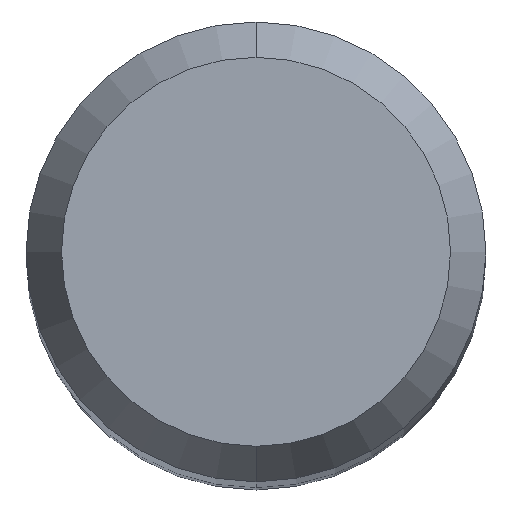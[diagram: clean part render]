
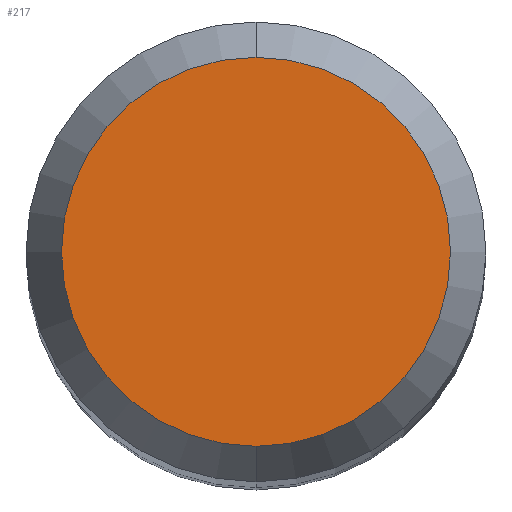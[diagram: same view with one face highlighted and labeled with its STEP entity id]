
A CAD part, top view. The second image highlights one B-rep face of the part: STEP entity #217.
In plain terms, the highlighted planar face has unit normal (0, 0, 1).
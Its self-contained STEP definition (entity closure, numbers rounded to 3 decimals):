
#217=ADVANCED_FACE('',(#514),#515,.T.);
#289=VERTEX_POINT('',#595);
#327=EDGE_CURVE('',#339,#289,#637,.T.);
#339=VERTEX_POINT('',#650);
#341=EDGE_CURVE('',#289,#339,#652,.T.);
#514=FACE_OUTER_BOUND('',#889,.T.);
#515=PLANE('',#890);
#595=CARTESIAN_POINT('',(0.0,2.538,41.974));
#637=CIRCLE('',#1164,2.538);
#650=CARTESIAN_POINT('',(0.,-2.538,41.974));
#652=CIRCLE('',#1198,2.538);
#889=EDGE_LOOP('',(#1478,#1479));
#890=AXIS2_PLACEMENT_3D('',#1480,#1481,#1482);
#1164=AXIS2_PLACEMENT_3D('',#1619,#1620,#1621);
#1198=AXIS2_PLACEMENT_3D('',#1632,#1633,#1634);
#1478=ORIENTED_EDGE('',*,*,#341,.F.);
#1479=ORIENTED_EDGE('',*,*,#327,.F.);
#1480=CARTESIAN_POINT('',(0.0,1.269,41.974));
#1481=DIRECTION('',(-0.0,0.0,1.0));
#1482=DIRECTION('',(0.0,-1.0,0.0));
#1619=CARTESIAN_POINT('',(0.0,0.0,41.974));
#1620=DIRECTION('',(0.0,0.0,-1.0));
#1621=DIRECTION('',(0.0,1.0,0.0));
#1632=CARTESIAN_POINT('',(0.0,0.0,41.974));
#1633=DIRECTION('',(0.0,0.0,-1.0));
#1634=DIRECTION('',(0.0,1.0,0.0));
